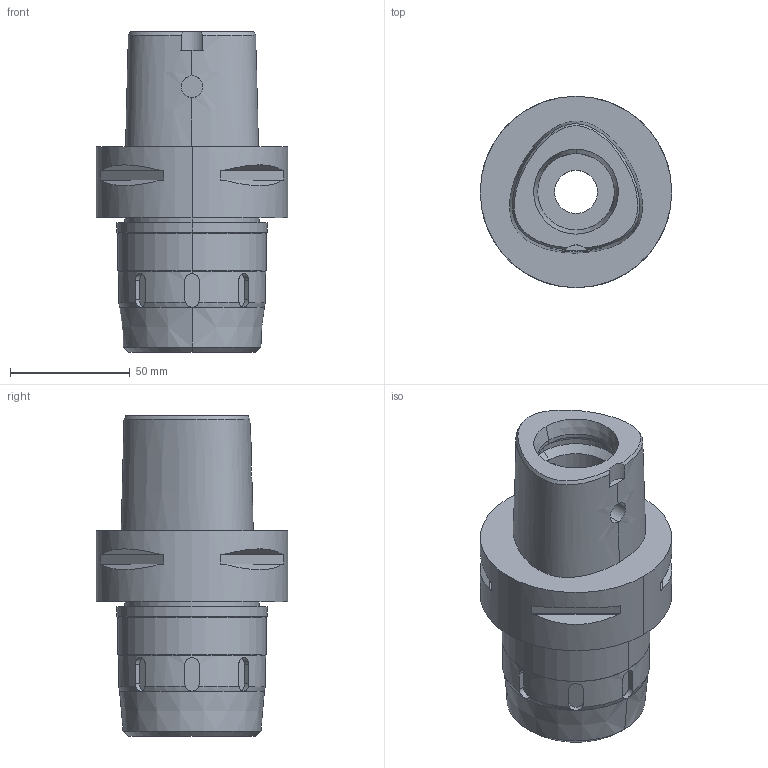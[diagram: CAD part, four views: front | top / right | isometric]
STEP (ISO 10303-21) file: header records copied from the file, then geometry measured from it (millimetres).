
FILE_DESCRIPTION((''),'2;1');
FILE_NAME('C8-HMC25-85','2020-10-08T',('ykawabe'),(''),'CREO PARAMETRIC BY PTC INC, 2016380','CREO PARAMETRIC BY PTC INC, 2016380','');
FILE_SCHEMA(('AUTOMOTIVE_DESIGN { 1 0 10303 214 1 1 1 1 }'));
Length unit declared in the file: millimetre
Products named in the file (1): C8-HMC25-85
Bounding box: 80 x 80 x 134 mm (x, y, z)
Volume: 340867.4 mm3; surface area: 49015.1 mm2
Topology: 1 solids, 1 shells, 120 faces, 321 edges, 212 vertices
Faces by surface type: plane 55, cylinder 45, cone 14, bspline 4, torus 2
Entity records: 6159 total; most frequent: CARTESIAN_POINT 2078, ORIENTED_EDGE 642, DIRECTION 610, PRESENTATION_STYLE_ASSIGNMENT 326, STYLED_ITEM 326, CURVE_STYLE 325, EDGE_CURVE 321, AXIS2_PLACEMENT_3D 237
